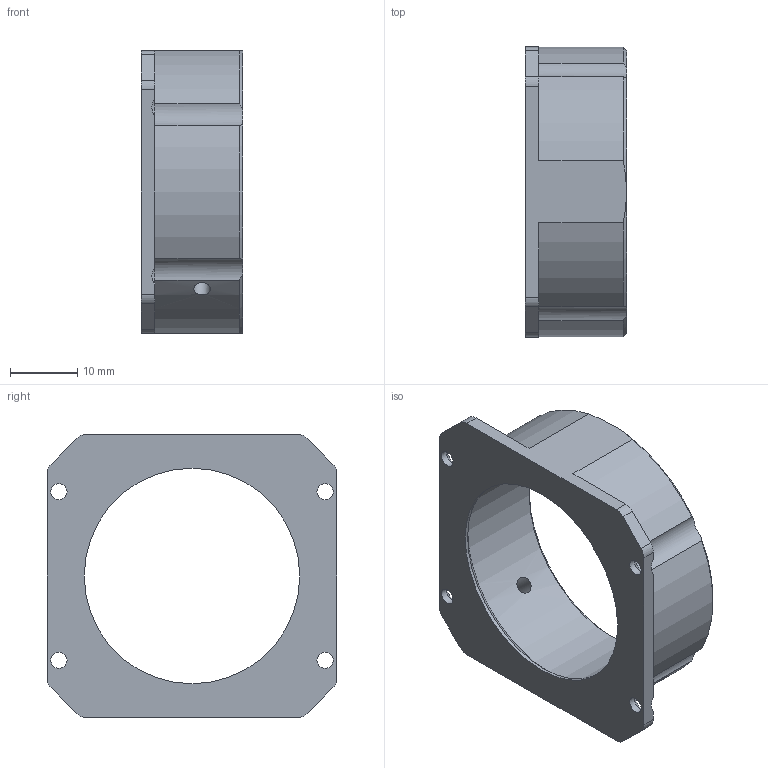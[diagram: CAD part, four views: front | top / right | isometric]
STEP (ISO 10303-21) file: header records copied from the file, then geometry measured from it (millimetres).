
FILE_DESCRIPTION(/* description */ (''),/* implementation_level */ '2;1');
FILE_NAME(/* name */ 'Adapter STE30x30 TZO34.stp',/* time_stamp */ '2019-11-13T12:15:55+01:00',/* author */ (''),/* organization */ ('Vision & Control GmbH'),/* preprocessor_version */ 'ST-DEVELOPER v16.1',/* originating_system */ 'Autodesk Inventor 2016',/* authorisation */ '');
FILE_SCHEMA (('AUTOMOTIVE_DESIGN { 1 0 10303 214 3 1 1 }'));
Length unit declared in the file: millimetre
Products named in the file (1): Adapter STE30x30 TZO34
Bounding box: 15 x 43 x 42 mm (x, y, z)
Volume: 8477.9 mm3; surface area: 5522.6 mm2
Topology: 1 solids, 1 shells, 52 faces, 156 edges, 102 vertices
Faces by surface type: cylinder 26, plane 14, cone 12
Full cylindrical faces by diameter (mm): 2.4 x4, 2.459 x2, 32 x1, 34.1 x1
Entity records: 1814 total; most frequent: CARTESIAN_POINT 467, DIRECTION 280, ORIENTED_EDGE 266, EDGE_CURVE 133, AXIS2_PLACEMENT_3D 114, VERTEX_POINT 93, EDGE_LOOP 76, CIRCLE 61
